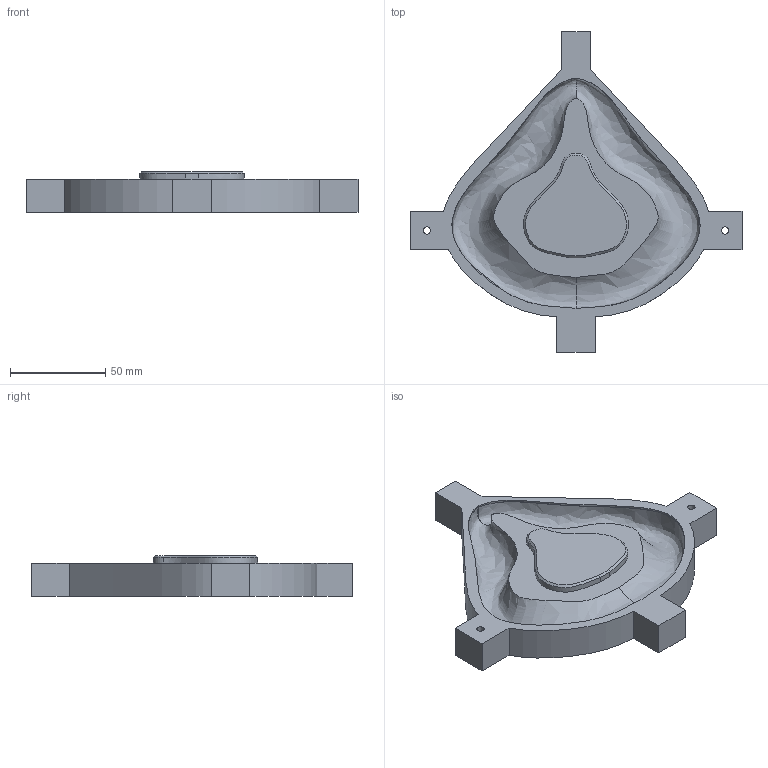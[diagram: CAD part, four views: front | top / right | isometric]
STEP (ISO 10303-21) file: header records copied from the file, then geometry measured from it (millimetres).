
FILE_DESCRIPTION(/* description */ (''),/* implementation_level */ '2;1');
FILE_NAME(/* name */ '5efa7a8fb6d87c109a494dcd',/* time_stamp */ '2020-06-29T23:34:40+00:00',/* author */ (''),/* organization */ (''),/* preprocessor_version */ 'ST-DEVELOPER v16.7',/* originating_system */ $,/* authorisation */ $);
FILE_SCHEMA (('AUTOMOTIVE_DESIGN {1 0 10303 214 3 1 1}'));
Length unit declared in the file: metre
Products named in the file (1): Mould part 1
Bounding box: 173.96 x 168.08 x 21.4 mm (x, y, z)
Volume: 199976.9 mm3; surface area: 42774.3 mm2
Topology: 1 solids, 1 shells, 69 faces, 182 edges, 115 vertices
Faces by surface type: plane 48, bspline 14, cylinder 5, cone 2
Full cylindrical faces by diameter (mm): 3.8 x2
Entity records: 7542 total; most frequent: CARTESIAN_POINT 6072, ORIENTED_EDGE 356, DIRECTION 194, EDGE_CURVE 178, VERTEX_POINT 113, B_SPLINE_CURVE_WITH_KNOTS 109, EDGE_LOOP 77, FACE_BOUND 77
